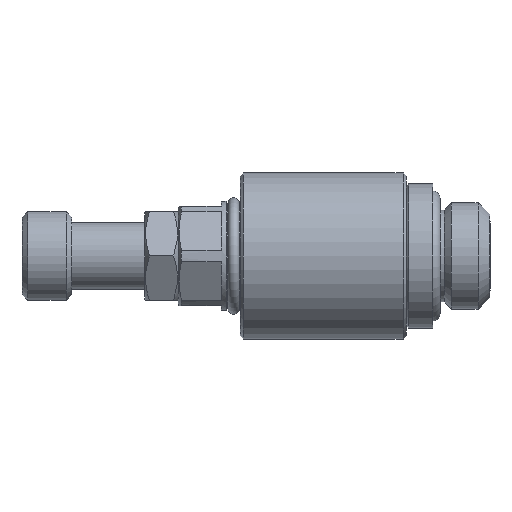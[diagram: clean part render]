
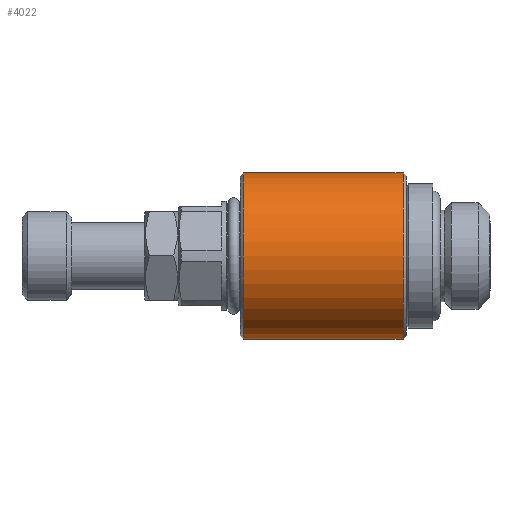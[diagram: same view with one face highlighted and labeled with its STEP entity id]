
A CAD part, left-side view. The second image highlights one B-rep face of the part: STEP entity #4022.
In plain terms, the highlighted cylindrical face has radius 7.5 mm (diameter 15 mm), a full revolution.
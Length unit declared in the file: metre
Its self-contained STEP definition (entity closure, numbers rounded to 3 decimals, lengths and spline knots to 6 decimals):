
#772=CYLINDRICAL_SURFACE('',#5915,0.0075);
#817=CIRCLE('',#5831,0.0075);
#823=CIRCLE('',#5852,0.0075);
#1942=ORIENTED_EDGE('',*,*,#2490,.T.);
#1943=ORIENTED_EDGE('',*,*,#2506,.T.);
#1944=ORIENTED_EDGE('',*,*,#2399,.T.);
#1945=ORIENTED_EDGE('',*,*,#2422,.F.);
#2399=EDGE_CURVE('',#2842,#2842,#817,.T.);
#2422=EDGE_CURVE('',#2854,#2854,#823,.T.);
#2490=EDGE_CURVE('',#2883,#2881,#3028,.T.);
#2506=EDGE_CURVE('',#2881,#2883,#3038,.T.);
#2842=VERTEX_POINT('',#10233);
#2854=VERTEX_POINT('',#10447);
#2881=VERTEX_POINT('',#11702);
#2883=VERTEX_POINT('',#11725);
#3028=B_SPLINE_CURVE_WITH_KNOTS('',3,(#11704,#11705,#11706,#11707,#11708,
#11709,#11710,#11711,#11712,#11713,#11714,#11715,#11716,#11717,#11718,#11719,
#11720,#11721,#11722,#11723,#11724),.UNSPECIFIED.,.F.,.F.,(4,1,1,1,1,1,
1,1,1,1,1,1,1,1,1,1,1,1,4),(0.,0.0625,0.125,0.1875,0.25,0.3125,0.375,0.4375,
0.5,0.5625,0.625,0.75,0.8125,0.875,0.90625,0.9375,0.96875,0.984375,1.),
 .UNSPECIFIED.);
#3038=B_SPLINE_CURVE_WITH_KNOTS('',3,(#12129,#12130,#12131,#12132,#12133,
#12134,#12135,#12136,#12137,#12138,#12139,#12140,#12141,#12142,#12143,#12144,
#12145,#12146,#12147,#12148,#12149),.UNSPECIFIED.,.F.,.F.,(4,1,1,1,1,1,
1,1,1,1,1,1,1,1,1,1,1,1,4),(0.,0.015625,0.03125,0.0625,0.09375,0.125,0.1875,
0.25,0.375,0.5,0.625,0.75,0.8125,0.875,0.90625,0.9375,0.96875,0.984375,
1.),.UNSPECIFIED.);
#3338=EDGE_LOOP('',(#1942,#1943));
#3339=EDGE_LOOP('',(#1944));
#3340=EDGE_LOOP('',(#1945));
#3642=FACE_BOUND('',#3338,.T.);
#3643=FACE_BOUND('',#3339,.T.);
#3644=FACE_BOUND('',#3340,.T.);
#4022=ADVANCED_FACE('',(#3642,#3643,#3644),#772,.T.);
#5831=AXIS2_PLACEMENT_3D('',#10232,#6498,#6499);
#5852=AXIS2_PLACEMENT_3D('',#10446,#6557,#6558);
#5915=AXIS2_PLACEMENT_3D('',#12150,#6722,#6723);
#6498=DIRECTION('',(0.,-1.,0.));
#6499=DIRECTION('',(0.,0.,-1.));
#6557=DIRECTION('',(0.,-1.,0.));
#6558=DIRECTION('',(0.,0.,-1.));
#6722=DIRECTION('',(0.,1.,0.));
#6723=DIRECTION('',(0.,0.,-1.));
#10232=CARTESIAN_POINT('',(0.,0.0226,0.));
#10233=CARTESIAN_POINT('',(0.,0.0226,-0.0075));
#10446=CARTESIAN_POINT('',(0.,0.0082,0.));
#10447=CARTESIAN_POINT('',(0.,0.0082,-0.0075));
#11702=CARTESIAN_POINT('',(0.005662,0.015337,-0.004918));
#11704=CARTESIAN_POINT('',(0.005662,0.015477,0.004918));
#11705=CARTESIAN_POINT('',(0.00567,0.015831,0.004909));
#11706=CARTESIAN_POINT('',(0.00573,0.016474,0.004841));
#11707=CARTESIAN_POINT('',(0.005979,0.01743,0.004535));
#11708=CARTESIAN_POINT('',(0.006291,0.018248,0.004099));
#11709=CARTESIAN_POINT('',(0.006656,0.019009,0.003485));
#11710=CARTESIAN_POINT('',(0.007,0.019636,0.002736));
#11711=CARTESIAN_POINT('',(0.007274,0.02009,0.001908));
#11712=CARTESIAN_POINT('',(0.007466,0.020398,0.000925));
#11713=CARTESIAN_POINT('',(0.007521,0.020482,-0.000071));
#11714=CARTESIAN_POINT('',(0.007448,0.020369,-0.001059));
#11715=CARTESIAN_POINT('',(0.007172,0.019925,-0.002351));
#11716=CARTESIAN_POINT('',(0.006732,0.01918,-0.00337));
#11717=CARTESIAN_POINT('',(0.006241,0.018131,-0.004174));
#11718=CARTESIAN_POINT('',(0.005993,0.017455,-0.004513));
#11719=CARTESIAN_POINT('',(0.005819,0.016806,-0.004733));
#11720=CARTESIAN_POINT('',(0.00573,0.016355,-0.004839));
#11721=CARTESIAN_POINT('',(0.005677,0.015892,-0.004901));
#11722=CARTESIAN_POINT('',(0.005667,0.015647,-0.004913));
#11723=CARTESIAN_POINT('',(0.005663,0.015447,-0.004917));
#11724=CARTESIAN_POINT('',(0.005662,0.015337,-0.004918));
#11725=CARTESIAN_POINT('',(0.005662,0.015477,0.004918));
#12129=CARTESIAN_POINT('',(0.005662,0.015337,-0.004918));
#12130=CARTESIAN_POINT('',(0.005664,0.015228,-0.004916));
#12131=CARTESIAN_POINT('',(0.005668,0.015096,-0.004912));
#12132=CARTESIAN_POINT('',(0.005693,0.014743,-0.004882));
#12133=CARTESIAN_POINT('',(0.00575,0.014336,-0.004816));
#12134=CARTESIAN_POINT('',(0.005849,0.013868,-0.004695));
#12135=CARTESIAN_POINT('',(0.006029,0.013238,-0.004466));
#12136=CARTESIAN_POINT('',(0.006298,0.01254,-0.004089));
#12137=CARTESIAN_POINT('',(0.006771,0.01155,-0.00329));
#12138=CARTESIAN_POINT('',(0.007325,0.010619,-0.001957));
#12139=CARTESIAN_POINT('',(0.007596,0.010202,0.000073));
#12140=CARTESIAN_POINT('',(0.007288,0.010677,0.002083));
#12141=CARTESIAN_POINT('',(0.006722,0.01164,0.003387));
#12142=CARTESIAN_POINT('',(0.00625,0.012651,0.004161));
#12143=CARTESIAN_POINT('',(0.005988,0.01336,0.00452));
#12144=CARTESIAN_POINT('',(0.005818,0.013999,0.004734));
#12145=CARTESIAN_POINT('',(0.005728,0.014471,0.004842));
#12146=CARTESIAN_POINT('',(0.005679,0.014881,0.004899));
#12147=CARTESIAN_POINT('',(0.005663,0.015237,0.004918));
#12148=CARTESIAN_POINT('',(0.005663,0.015364,0.004918));
#12149=CARTESIAN_POINT('',(0.005662,0.015477,0.004918));
#12150=CARTESIAN_POINT('',(0.,0.005519,0.));
